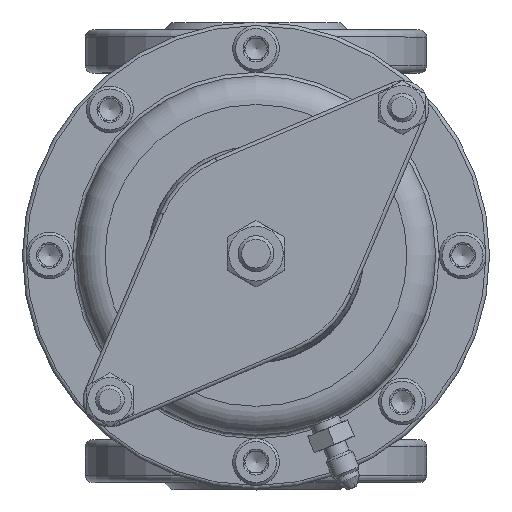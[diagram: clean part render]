
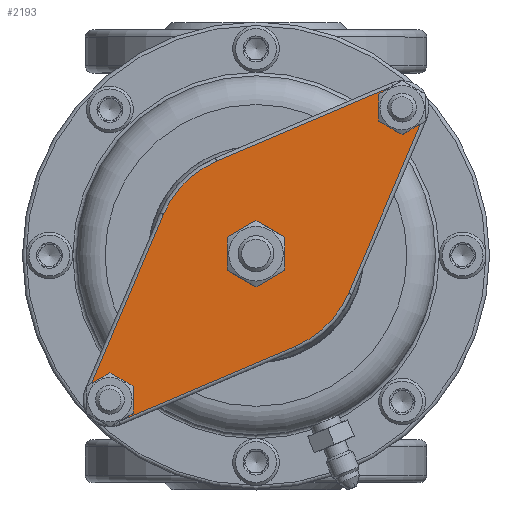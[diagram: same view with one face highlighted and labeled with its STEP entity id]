
A CAD part, top view. The second image highlights one B-rep face of the part: STEP entity #2193.
In plain terms, the highlighted face is planar.
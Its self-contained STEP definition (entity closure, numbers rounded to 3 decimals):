
#2193=ADVANCED_FACE('',(#15564,#15566,#15568,#15570),#15572,.T.);
#15564=FACE_BOUND('',#15565,.T.);
#15565=EDGE_LOOP('',(#18055,#18056,#18057,#18058,#18059,#18060,#18061,#18062));
#15566=FACE_BOUND('',#15567,.T.);
#15567=EDGE_LOOP('',(#18063));
#15568=FACE_BOUND('',#15569,.T.);
#15569=EDGE_LOOP('',(#18064));
#15570=FACE_BOUND('',#15571,.T.);
#15571=EDGE_LOOP('',(#18065));
#15572=PLANE('',#15573);
#15573=AXIS2_PLACEMENT_3D('',#15574,#15575,#15576);
#15574=CARTESIAN_POINT('',(0.,353.5,0.));
#15575=DIRECTION('',(0.,1.,0.));
#15576=DIRECTION('',(0.,0.,1.));
#18055=ORIENTED_EDGE('',*,*,#19885,.T.);
#18056=ORIENTED_EDGE('',*,*,#19886,.T.);
#18057=ORIENTED_EDGE('',*,*,#19887,.T.);
#18058=ORIENTED_EDGE('',*,*,#19888,.T.);
#18059=ORIENTED_EDGE('',*,*,#19889,.T.);
#18060=ORIENTED_EDGE('',*,*,#19890,.T.);
#18061=ORIENTED_EDGE('',*,*,#19891,.T.);
#18062=ORIENTED_EDGE('',*,*,#19892,.T.);
#18063=ORIENTED_EDGE('',*,*,#19893,.T.);
#18064=ORIENTED_EDGE('',*,*,#19894,.T.);
#18065=ORIENTED_EDGE('',*,*,#19895,.T.);
#19885=EDGE_CURVE('',#20870,#20871,#20872,.T.);
#19886=EDGE_CURVE('',#20871,#20873,#20874,.T.);
#19887=EDGE_CURVE('',#20873,#20875,#20876,.T.);
#19888=EDGE_CURVE('',#20875,#20877,#20878,.T.);
#19889=EDGE_CURVE('',#20877,#20879,#20880,.T.);
#19890=EDGE_CURVE('',#20879,#20881,#20882,.T.);
#19891=EDGE_CURVE('',#20881,#20883,#20884,.T.);
#19892=EDGE_CURVE('',#20883,#20870,#20885,.T.);
#19893=EDGE_CURVE('',#20886,#20886,#20887,.F.);
#19894=EDGE_CURVE('',#20888,#20888,#20889,.F.);
#19895=EDGE_CURVE('',#20890,#20890,#20891,.F.);
#20870=VERTEX_POINT('',#29142);
#20871=VERTEX_POINT('',#29143);
#20872=LINE('',#29144,#29145);
#20873=VERTEX_POINT('',#29147);
#20874=CIRCLE('',#29148,28.);
#20875=VERTEX_POINT('',#29152);
#20876=LINE('',#29153,#29154);
#20877=VERTEX_POINT('',#29156);
#20878=CIRCLE('',#29157,6.5);
#20879=VERTEX_POINT('',#29161);
#20880=LINE('',#29162,#29163);
#20881=VERTEX_POINT('',#29165);
#20882=CIRCLE('',#29166,28.);
#20883=VERTEX_POINT('',#29170);
#20884=LINE('',#29171,#29172);
#20885=CIRCLE('',#29174,6.5);
#20886=VERTEX_POINT('',#29178);
#20887=CIRCLE('',#29179,5.);
#20888=VERTEX_POINT('',#29183);
#20889=CIRCLE('',#29184,6.);
#20890=VERTEX_POINT('',#29188);
#20891=CIRCLE('',#29189,5.);
#29142=CARTESIAN_POINT('',(-38.114,353.5,46.64));
#29143=CARTESIAN_POINT('',(10.96,353.5,25.766));
#29144=CARTESIAN_POINT('',(-38.114,353.5,46.64));
#29145=VECTOR('',#29146,1.);
#29146=DIRECTION('',(0.92,0.,-0.391));
#29147=CARTESIAN_POINT('',(25.766,353.5,10.96));
#29148=AXIS2_PLACEMENT_3D('',#29149,#29150,#29151);
#29149=CARTESIAN_POINT('',(0.,353.5,0.));
#29150=DIRECTION('',(0.,1.,0.));
#29151=DIRECTION('',(0.391,0.,0.92));
#29152=CARTESIAN_POINT('',(46.64,353.5,-38.114));
#29153=CARTESIAN_POINT('',(25.766,353.5,10.96));
#29154=VECTOR('',#29155,1.);
#29155=DIRECTION('',(0.391,0.,-0.92));
#29156=CARTESIAN_POINT('',(38.114,353.5,-46.64));
#29157=AXIS2_PLACEMENT_3D('',#29158,#29159,#29160);
#29158=CARTESIAN_POINT('',(40.659,353.5,-40.659));
#29159=DIRECTION('',(0.,1.,0.));
#29160=DIRECTION('',(0.92,0.,0.391));
#29161=CARTESIAN_POINT('',(-10.96,353.5,-25.766));
#29162=CARTESIAN_POINT('',(38.114,353.5,-46.64));
#29163=VECTOR('',#29164,1.);
#29164=DIRECTION('',(-0.92,0.,0.391));
#29165=CARTESIAN_POINT('',(-25.766,353.5,-10.96));
#29166=AXIS2_PLACEMENT_3D('',#29167,#29168,#29169);
#29167=CARTESIAN_POINT('',(0.,353.5,0.));
#29168=DIRECTION('',(0.,1.,0.));
#29169=DIRECTION('',(-0.391,0.,-0.92));
#29170=CARTESIAN_POINT('',(-46.64,353.5,38.114));
#29171=CARTESIAN_POINT('',(-25.766,353.5,-10.96));
#29172=VECTOR('',#29173,1.);
#29173=DIRECTION('',(-0.391,0.,0.92));
#29174=AXIS2_PLACEMENT_3D('',#29175,#29176,#29177);
#29175=CARTESIAN_POINT('',(-40.659,353.5,40.659));
#29176=DIRECTION('',(0.,1.,0.));
#29177=DIRECTION('',(-0.92,0.,-0.391));
#29178=CARTESIAN_POINT('',(-40.659,353.5,45.659));
#29179=AXIS2_PLACEMENT_3D('',#29180,#29181,#29182);
#29180=CARTESIAN_POINT('',(-40.659,353.5,40.659));
#29181=DIRECTION('',(0.,1.,0.));
#29182=DIRECTION('',(0.,0.,1.));
#29183=CARTESIAN_POINT('',(0.,353.5,6.));
#29184=AXIS2_PLACEMENT_3D('',#29185,#29186,#29187);
#29185=CARTESIAN_POINT('',(0.,353.5,0.));
#29186=DIRECTION('',(0.,1.,0.));
#29187=DIRECTION('',(0.,0.,1.));
#29188=CARTESIAN_POINT('',(40.659,353.5,-35.659));
#29189=AXIS2_PLACEMENT_3D('',#29190,#29191,#29192);
#29190=CARTESIAN_POINT('',(40.659,353.5,-40.659));
#29191=DIRECTION('',(0.,1.,0.));
#29192=DIRECTION('',(0.,0.,1.));
